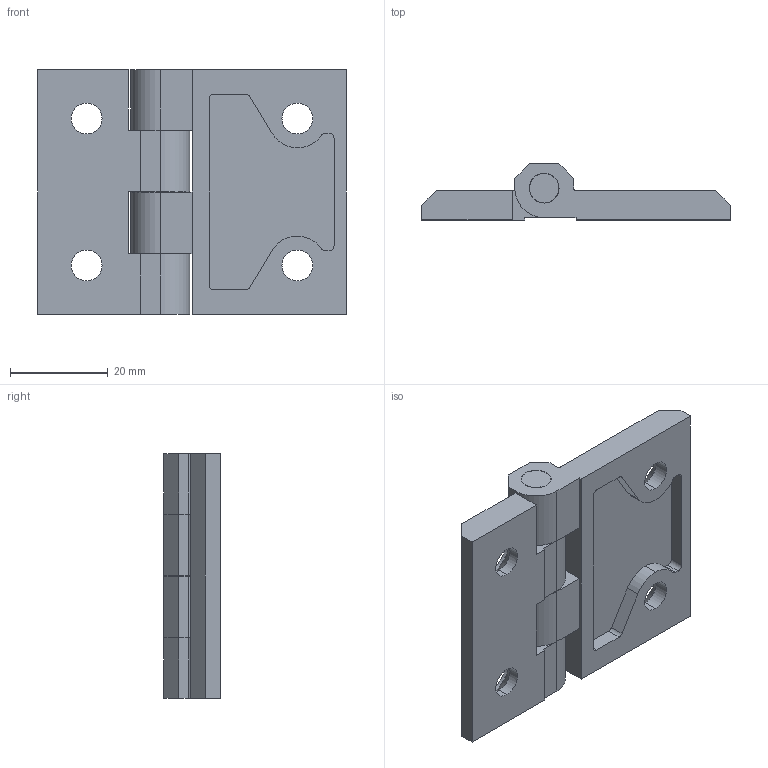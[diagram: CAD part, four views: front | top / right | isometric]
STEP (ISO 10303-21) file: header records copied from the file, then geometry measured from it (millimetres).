
FILE_DESCRIPTION (( 'STEP AP214' ), '1' );
FILE_NAME ('095010e.STEP', '2014-08-14T13:13:31', ( '' ), ( '' ), 'SwSTEP 2.0', 'SolidWorks 2014', '' );
FILE_SCHEMA (( 'AUTOMOTIVE_DESIGN' ));
Length unit declared in the file: millimetre
Products named in the file (4): 09575050e-1_09575050e-1; 095010e; 095007e-1_095007e-2; 09575050e-3
Assembly tree (3 placements, depth 2):
  095010e
    09575050e-1_09575050e-1
    095007e-1_095007e-2
    09575050e-3
Bounding box: 63 x 11.5 x 50 mm (x, y, z)
Volume: 16876.5 mm3; surface area: 11256.6 mm2
Topology: 3 solids, 3 shells, 113 faces, 292 edges, 188 vertices
Faces by surface type: plane 60, cylinder 43, cone 10
Entity records: 3620 total; most frequent: DIRECTION 622, CARTESIAN_POINT 599, ORIENTED_EDGE 584, EDGE_CURVE 292, AXIS2_PLACEMENT_3D 211, VECTOR 200, LINE 200, VERTEX_POINT 188
